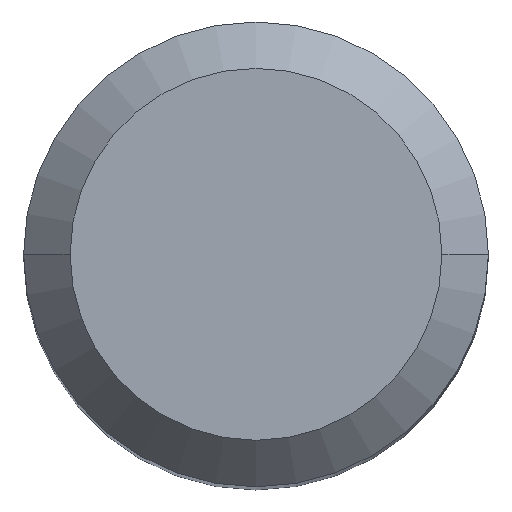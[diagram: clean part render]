
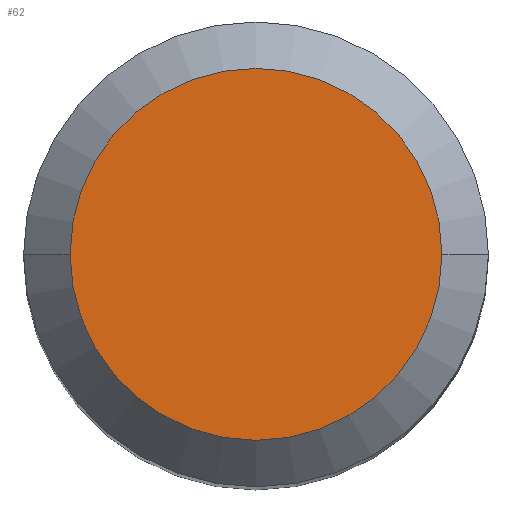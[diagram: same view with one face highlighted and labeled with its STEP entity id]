
A CAD part, top view. The second image highlights one B-rep face of the part: STEP entity #62.
In plain terms, the highlighted planar face has unit normal (0, 0, 1).
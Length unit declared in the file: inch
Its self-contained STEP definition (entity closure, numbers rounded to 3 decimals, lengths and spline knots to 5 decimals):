
#17 = DIRECTION ( 'NONE',  ( -1., 0., 0. ) ) ;
#26 = EDGE_CURVE ( 'NONE', #301, #282, #356, .T. ) ;
#37 = AXIS2_PLACEMENT_3D ( 'NONE', #453, #353, #17 ) ;
#53 = DIRECTION ( 'NONE',  ( 0., 0., 1. ) ) ;
#62 = ADVANCED_FACE ( 'NONE', ( #439 ), #121, .F. ) ;
#63 = AXIS2_PLACEMENT_3D ( 'NONE', #239, #383, #161 ) ;
#98 = EDGE_LOOP ( 'NONE', ( #126, #490 ) ) ;
#114 = EDGE_CURVE ( 'NONE', #282, #301, #274, .T. ) ;
#121 = PLANE ( 'NONE',  #37 ) ;
#123 = AXIS2_PLACEMENT_3D ( 'NONE', #376, #53, #275 ) ;
#126 = ORIENTED_EDGE ( 'NONE', *, *, #26, .T. ) ;
#161 = DIRECTION ( 'NONE',  ( 1., 0., 0. ) ) ;
#207 = CARTESIAN_POINT ( 'NONE',  ( -0.15748, 0., 0. ) ) ;
#239 = CARTESIAN_POINT ( 'NONE',  ( 0., 0., 0. ) ) ;
#274 = CIRCLE ( 'NONE', #63, 0.15748 ) ;
#275 = DIRECTION ( 'NONE',  ( 1., 0., 0. ) ) ;
#282 = VERTEX_POINT ( 'NONE', #319 ) ;
#301 = VERTEX_POINT ( 'NONE', #207 ) ;
#319 = CARTESIAN_POINT ( 'NONE',  ( 0.15748, 0., 0. ) ) ;
#353 = DIRECTION ( 'NONE',  ( 0., 0., -1. ) ) ;
#356 = CIRCLE ( 'NONE', #123, 0.15748 ) ;
#376 = CARTESIAN_POINT ( 'NONE',  ( 0., 0., 0. ) ) ;
#383 = DIRECTION ( 'NONE',  ( 0., 0., 1. ) ) ;
#439 = FACE_OUTER_BOUND ( 'NONE', #98, .T. ) ;
#453 = CARTESIAN_POINT ( 'NONE',  ( 0., 0., 0. ) ) ;
#490 = ORIENTED_EDGE ( 'NONE', *, *, #114, .T. ) ;
